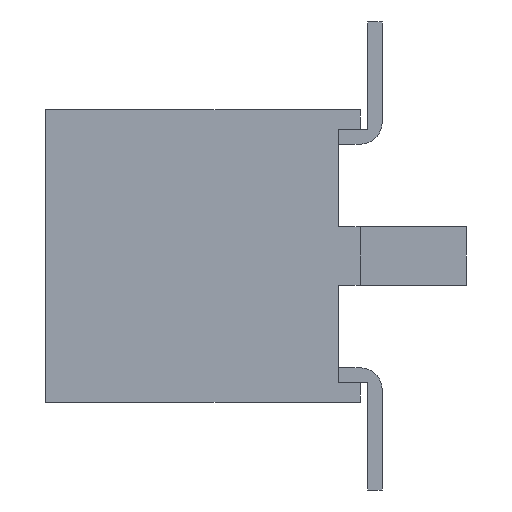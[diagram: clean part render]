
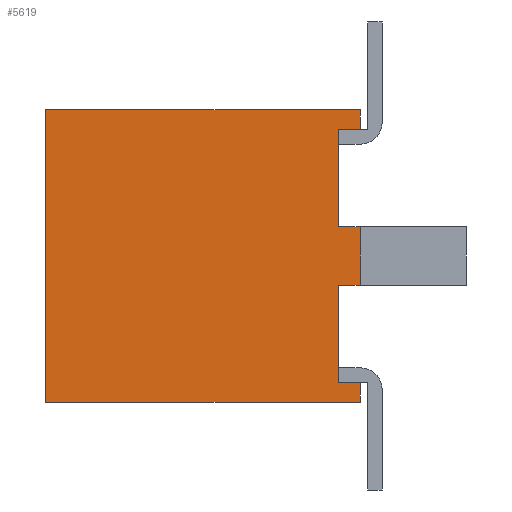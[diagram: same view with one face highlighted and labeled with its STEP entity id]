
A CAD part, left-side view. The second image highlights one B-rep face of the part: STEP entity #5619.
In plain terms, the highlighted planar face has unit normal (-1, 0, 0).
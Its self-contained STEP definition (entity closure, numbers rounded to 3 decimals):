
#121=ORIENTED_EDGE('',*,*,#1723,.T.);
#122=ORIENTED_EDGE('',*,*,#1721,.T.);
#123=ORIENTED_EDGE('',*,*,#1724,.T.);
#124=ORIENTED_EDGE('',*,*,#1725,.T.);
#125=ORIENTED_EDGE('',*,*,#1726,.T.);
#126=ORIENTED_EDGE('',*,*,#1727,.T.);
#127=ORIENTED_EDGE('',*,*,#1728,.F.);
#128=ORIENTED_EDGE('',*,*,#1729,.F.);
#129=ORIENTED_EDGE('',*,*,#1730,.T.);
#130=ORIENTED_EDGE('',*,*,#1731,.T.);
#131=ORIENTED_EDGE('',*,*,#1732,.T.);
#132=ORIENTED_EDGE('',*,*,#1733,.T.);
#1721=EDGE_CURVE('',#2523,#2522,#3016,.T.);
#1723=EDGE_CURVE('',#2524,#2523,#3018,.T.);
#1724=EDGE_CURVE('',#2522,#2525,#3019,.T.);
#1725=EDGE_CURVE('',#2525,#2526,#3020,.T.);
#1726=EDGE_CURVE('',#2526,#2527,#3021,.T.);
#1727=EDGE_CURVE('',#2527,#2528,#3022,.T.);
#1728=EDGE_CURVE('',#2529,#2528,#3023,.T.);
#1729=EDGE_CURVE('',#2530,#2529,#3024,.T.);
#1730=EDGE_CURVE('',#2530,#2531,#3025,.T.);
#1731=EDGE_CURVE('',#2531,#2532,#3026,.T.);
#1732=EDGE_CURVE('',#2532,#2533,#3027,.T.);
#1733=EDGE_CURVE('',#2533,#2524,#3028,.T.);
#2522=VERTEX_POINT('',#7781);
#2523=VERTEX_POINT('',#7783);
#2524=VERTEX_POINT('',#7787);
#2525=VERTEX_POINT('',#7789);
#2526=VERTEX_POINT('',#7791);
#2527=VERTEX_POINT('',#7793);
#2528=VERTEX_POINT('',#7795);
#2529=VERTEX_POINT('',#7797);
#2530=VERTEX_POINT('',#7799);
#2531=VERTEX_POINT('',#7801);
#2532=VERTEX_POINT('',#7803);
#2533=VERTEX_POINT('',#7805);
#3016=LINE('',#7782,#3815);
#3018=LINE('',#7786,#3817);
#3019=LINE('',#7788,#3818);
#3020=LINE('',#7790,#3819);
#3021=LINE('',#7792,#3820);
#3022=LINE('',#7794,#3821);
#3023=LINE('',#7796,#3822);
#3024=LINE('',#7798,#3823);
#3025=LINE('',#7800,#3824);
#3026=LINE('',#7802,#3825);
#3027=LINE('',#7804,#3826);
#3028=LINE('',#7806,#3827);
#3815=VECTOR('',#6306,1000.);
#3817=VECTOR('',#6310,1000.);
#3818=VECTOR('',#6311,1000.);
#3819=VECTOR('',#6312,1000.);
#3820=VECTOR('',#6313,1000.);
#3821=VECTOR('',#6314,1000.);
#3822=VECTOR('',#6315,1000.);
#3823=VECTOR('',#6316,1000.);
#3824=VECTOR('',#6317,1000.);
#3825=VECTOR('',#6318,1000.);
#3826=VECTOR('',#6319,1000.);
#3827=VECTOR('',#6320,1000.);
#4607=EDGE_LOOP('',(#121,#122,#123,#124,#125,#126,#127,#128,#129,#130,#131,
#132));
#4958=FACE_BOUND('',#4607,.T.);
#5309=PLANE('',#5957);
#5619=ADVANCED_FACE('',(#4958),#5309,.F.);
#5957=AXIS2_PLACEMENT_3D('',#7785,#6308,#6309);
#6306=DIRECTION('',(0.,0.,1.));
#6308=DIRECTION('',(1.,0.,0.));
#6309=DIRECTION('',(0.,0.,-1.));
#6310=DIRECTION('',(0.,-1.,0.));
#6311=DIRECTION('',(0.,1.,0.));
#6312=DIRECTION('',(0.,0.,1.));
#6313=DIRECTION('',(0.,-1.,0.));
#6314=DIRECTION('',(0.,0.,1.));
#6315=DIRECTION('',(0.,-1.,0.));
#6316=DIRECTION('',(0.,0.,1.));
#6317=DIRECTION('',(0.,-1.,0.));
#6318=DIRECTION('',(0.,0.,1.));
#6319=DIRECTION('',(0.,1.,0.));
#6320=DIRECTION('',(0.,0.,1.));
#7781=CARTESIAN_POINT('',(0.,0.,0.4));
#7782=CARTESIAN_POINT('',(0.,0.,-2.));
#7783=CARTESIAN_POINT('',(0.,0.,-0.4));
#7785=CARTESIAN_POINT('',(0.,4.3,-2.));
#7786=CARTESIAN_POINT('',(0.,0.3,-0.4));
#7787=CARTESIAN_POINT('',(0.,0.3,-0.4));
#7788=CARTESIAN_POINT('',(0.,0.,0.4));
#7789=CARTESIAN_POINT('',(0.,0.3,0.4));
#7790=CARTESIAN_POINT('',(0.,0.3,0.4));
#7791=CARTESIAN_POINT('',(0.,0.3,1.73));
#7792=CARTESIAN_POINT('',(0.,0.3,1.73));
#7793=CARTESIAN_POINT('',(0.,0.,1.73));
#7794=CARTESIAN_POINT('',(0.,0.,-2.));
#7795=CARTESIAN_POINT('',(0.,0.,2.));
#7796=CARTESIAN_POINT('',(0.,4.3,2.));
#7797=CARTESIAN_POINT('',(0.,4.3,2.));
#7798=CARTESIAN_POINT('',(0.,4.3,-2.));
#7799=CARTESIAN_POINT('',(0.,4.3,-2.));
#7800=CARTESIAN_POINT('',(0.,4.3,-2.));
#7801=CARTESIAN_POINT('',(0.,0.,-2.));
#7802=CARTESIAN_POINT('',(0.,0.,-2.));
#7803=CARTESIAN_POINT('',(0.,0.,-1.73));
#7804=CARTESIAN_POINT('',(0.,0.,-1.73));
#7805=CARTESIAN_POINT('',(0.,0.3,-1.73));
#7806=CARTESIAN_POINT('',(0.,0.3,-1.73));
